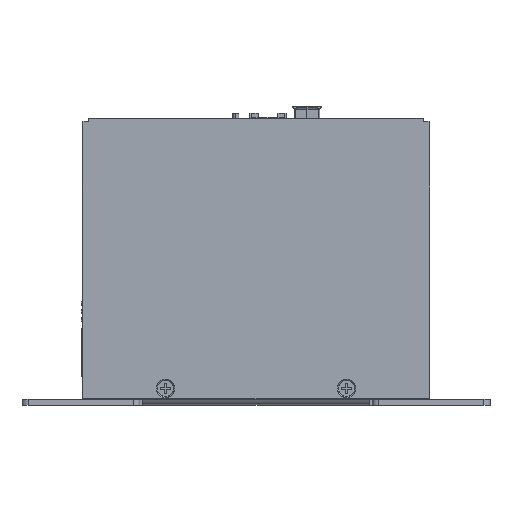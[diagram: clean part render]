
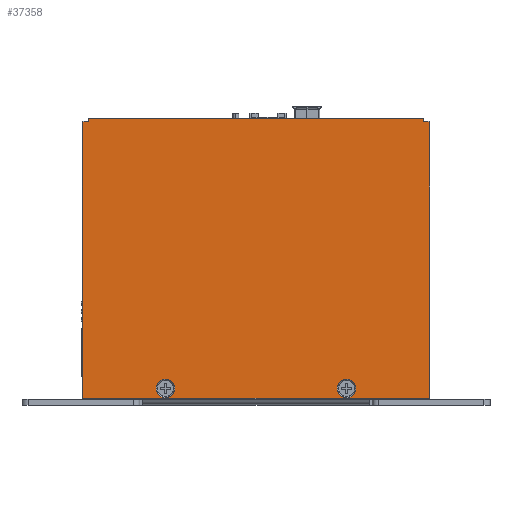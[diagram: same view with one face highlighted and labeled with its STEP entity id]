
A CAD part, left-side view. The second image highlights one B-rep face of the part: STEP entity #37358.
In plain terms, the highlighted planar face has unit normal (-1, 0, 0).
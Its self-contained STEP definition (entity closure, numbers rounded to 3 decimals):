
#176 = LINE ( 'NONE', #19620, #9426 ) ;
#334 = PLANE ( 'NONE',  #28336 ) ;
#402 = AXIS2_PLACEMENT_3D ( 'NONE', #50404, #26245, #30422 ) ;
#411 = DIRECTION ( 'NONE',  ( 0., 1., 0. ) ) ;
#596 = DIRECTION ( 'NONE',  ( 1., 0., 0. ) ) ;
#1224 = ORIENTED_EDGE ( 'NONE', *, *, #50481, .T. ) ;
#1483 = VECTOR ( 'NONE', #33747, 1000. ) ;
#1587 = LINE ( 'NONE', #25250, #17923 ) ;
#1704 = LINE ( 'NONE', #13761, #48874 ) ;
#2295 = EDGE_CURVE ( 'NONE', #22424, #14843, #27797, .T. ) ;
#2696 = AXIS2_PLACEMENT_3D ( 'NONE', #41608, #33694, #45834 ) ;
#3005 = VECTOR ( 'NONE', #30698, 1000. ) ;
#3509 = ORIENTED_EDGE ( 'NONE', *, *, #39649, .T. ) ;
#4617 = CARTESIAN_POINT ( 'NONE',  ( -16.5, -57.3, -46.3 ) ) ;
#5220 = VECTOR ( 'NONE', #31457, 1000. ) ;
#5571 = CARTESIAN_POINT ( 'NONE',  ( -16.5, 30., -39.917 ) ) ;
#5758 = CIRCLE ( 'NONE', #22529, 3.083 ) ;
#6082 = VERTEX_POINT ( 'NONE', #19891 ) ;
#6776 = LINE ( 'NONE', #50422, #3005 ) ;
#7487 = VERTEX_POINT ( 'NONE', #36650 ) ;
#8444 = EDGE_CURVE ( 'NONE', #28705, #22424, #6776, .T. ) ;
#9073 = CARTESIAN_POINT ( 'NONE',  ( -16.5, 30., -43. ) ) ;
#9305 = CARTESIAN_POINT ( 'NONE',  ( -16.5, 0., -46.3 ) ) ;
#9426 = VECTOR ( 'NONE', #47766, 1000. ) ;
#10197 = EDGE_LOOP ( 'NONE', ( #40044, #3509, #43432, #34932, #45945, #48523, #37110, #16313 ) ) ;
#10221 = CIRCLE ( 'NONE', #2696, 3.083 ) ;
#11516 = VERTEX_POINT ( 'NONE', #5571 ) ;
#12203 = EDGE_CURVE ( 'NONE', #33339, #6082, #1704, .T. ) ;
#12344 = VERTEX_POINT ( 'NONE', #18750 ) ;
#12824 = EDGE_LOOP ( 'NONE', ( #49222, #30772 ) ) ;
#13761 = CARTESIAN_POINT ( 'NONE',  ( -16.5, 57.3, 0. ) ) ;
#14039 = CARTESIAN_POINT ( 'NONE',  ( -16.5, 0., 46.3 ) ) ;
#14843 = VERTEX_POINT ( 'NONE', #24890 ) ;
#16313 = ORIENTED_EDGE ( 'NONE', *, *, #24607, .T. ) ;
#17352 = CARTESIAN_POINT ( 'NONE',  ( -16.5, -30., -46.083 ) ) ;
#17378 = CARTESIAN_POINT ( 'NONE',  ( -16.5, 0., 0. ) ) ;
#17567 = CIRCLE ( 'NONE', #36044, 3.083 ) ;
#17923 = VECTOR ( 'NONE', #41006, 1000. ) ;
#18750 = CARTESIAN_POINT ( 'NONE',  ( -16.5, 55.342, 45.3 ) ) ;
#19385 = CARTESIAN_POINT ( 'NONE',  ( -16.5, -56.854, 1.985 ) ) ;
#19620 = CARTESIAN_POINT ( 'NONE',  ( -16.5, -57.3, 0. ) ) ;
#19891 = CARTESIAN_POINT ( 'NONE',  ( -16.5, 57.3, -46.3 ) ) ;
#19955 = VERTEX_POINT ( 'NONE', #49666 ) ;
#21080 = DIRECTION ( 'NONE',  ( 0., 0., -1. ) ) ;
#21272 = EDGE_CURVE ( 'NONE', #7487, #40896, #10221, .T. ) ;
#21739 = EDGE_CURVE ( 'NONE', #39712, #28705, #176, .T. ) ;
#22424 = VERTEX_POINT ( 'NONE', #33196 ) ;
#22434 = CARTESIAN_POINT ( 'NONE',  ( -16.5, 30., -46.083 ) ) ;
#22529 = AXIS2_PLACEMENT_3D ( 'NONE', #9073, #35975, #36930 ) ;
#22664 = VECTOR ( 'NONE', #411, 1000. ) ;
#24176 = VECTOR ( 'NONE', #41377, 1000. ) ;
#24349 = LINE ( 'NONE', #25126, #22664 ) ;
#24607 = EDGE_CURVE ( 'NONE', #14843, #19955, #46395, .T. ) ;
#24890 = CARTESIAN_POINT ( 'NONE',  ( -16.5, -55.307, 46.3 ) ) ;
#25126 = CARTESIAN_POINT ( 'NONE',  ( -16.5, 0., 45.3 ) ) ;
#25250 = CARTESIAN_POINT ( 'NONE',  ( -16.5, 56.854, 1.985 ) ) ;
#25685 = EDGE_CURVE ( 'NONE', #11516, #41925, #5758, .T. ) ;
#25696 = CARTESIAN_POINT ( 'NONE',  ( -16.5, 30., -43. ) ) ;
#25958 = DIRECTION ( 'NONE',  ( 0., 0., -1. ) ) ;
#26245 = DIRECTION ( 'NONE',  ( 1., 0., 0. ) ) ;
#26867 = EDGE_LOOP ( 'NONE', ( #1224, #37596 ) ) ;
#27797 = LINE ( 'NONE', #19385, #5220 ) ;
#28058 = EDGE_CURVE ( 'NONE', #6082, #39712, #29305, .T. ) ;
#28336 = AXIS2_PLACEMENT_3D ( 'NONE', #17378, #596, #21080 ) ;
#28470 = FACE_OUTER_BOUND ( 'NONE', #10197, .T. ) ;
#28705 = VERTEX_POINT ( 'NONE', #49414 ) ;
#29305 = LINE ( 'NONE', #9305, #24176 ) ;
#29809 = DIRECTION ( 'NONE',  ( 0., 0., -1. ) ) ;
#30422 = DIRECTION ( 'NONE',  ( 0., 0., -1. ) ) ;
#30698 = DIRECTION ( 'NONE',  ( 0., 1., 0. ) ) ;
#30772 = ORIENTED_EDGE ( 'NONE', *, *, #25685, .T. ) ;
#31457 = DIRECTION ( 'NONE',  ( 0., 0.035, 0.999 ) ) ;
#33196 = CARTESIAN_POINT ( 'NONE',  ( -16.5, -55.342, 45.3 ) ) ;
#33339 = VERTEX_POINT ( 'NONE', #40825 ) ;
#33694 = DIRECTION ( 'NONE',  ( 1., 0., 0. ) ) ;
#33747 = DIRECTION ( 'NONE',  ( 0., 1., 0. ) ) ;
#34573 = DIRECTION ( 'NONE',  ( 1., 0., 0. ) ) ;
#34932 = ORIENTED_EDGE ( 'NONE', *, *, #28058, .T. ) ;
#35975 = DIRECTION ( 'NONE',  ( 1., 0., 0. ) ) ;
#36044 = AXIS2_PLACEMENT_3D ( 'NONE', #25696, #34573, #25958 ) ;
#36650 = CARTESIAN_POINT ( 'NONE',  ( -16.5, -30., -39.917 ) ) ;
#36930 = DIRECTION ( 'NONE',  ( 0., 0., -1. ) ) ;
#37110 = ORIENTED_EDGE ( 'NONE', *, *, #2295, .T. ) ;
#37358 = ADVANCED_FACE ( 'NONE', ( #39757, #40533, #28470 ), #334, .F. ) ;
#37596 = ORIENTED_EDGE ( 'NONE', *, *, #21272, .T. ) ;
#39474 = EDGE_CURVE ( 'NONE', #41925, #11516, #17567, .T. ) ;
#39649 = EDGE_CURVE ( 'NONE', #12344, #33339, #24349, .T. ) ;
#39712 = VERTEX_POINT ( 'NONE', #4617 ) ;
#39757 = FACE_BOUND ( 'NONE', #26867, .T. ) ;
#40044 = ORIENTED_EDGE ( 'NONE', *, *, #45415, .T. ) ;
#40533 = FACE_BOUND ( 'NONE', #12824, .T. ) ;
#40825 = CARTESIAN_POINT ( 'NONE',  ( -16.5, 57.3, 45.3 ) ) ;
#40896 = VERTEX_POINT ( 'NONE', #17352 ) ;
#41006 = DIRECTION ( 'NONE',  ( 0., 0.035, -0.999 ) ) ;
#41377 = DIRECTION ( 'NONE',  ( 0., -1., 0. ) ) ;
#41608 = CARTESIAN_POINT ( 'NONE',  ( -16.5, -30., -43. ) ) ;
#41925 = VERTEX_POINT ( 'NONE', #22434 ) ;
#43207 = CIRCLE ( 'NONE', #402, 3.083 ) ;
#43432 = ORIENTED_EDGE ( 'NONE', *, *, #12203, .T. ) ;
#45415 = EDGE_CURVE ( 'NONE', #19955, #12344, #1587, .T. ) ;
#45834 = DIRECTION ( 'NONE',  ( 0., 0., -1. ) ) ;
#45945 = ORIENTED_EDGE ( 'NONE', *, *, #21739, .T. ) ;
#46395 = LINE ( 'NONE', #14039, #1483 ) ;
#47766 = DIRECTION ( 'NONE',  ( 0., 0., 1. ) ) ;
#48523 = ORIENTED_EDGE ( 'NONE', *, *, #8444, .T. ) ;
#48874 = VECTOR ( 'NONE', #29809, 1000. ) ;
#49222 = ORIENTED_EDGE ( 'NONE', *, *, #39474, .T. ) ;
#49414 = CARTESIAN_POINT ( 'NONE',  ( -16.5, -57.3, 45.3 ) ) ;
#49666 = CARTESIAN_POINT ( 'NONE',  ( -16.5, 55.307, 46.3 ) ) ;
#50404 = CARTESIAN_POINT ( 'NONE',  ( -16.5, -30., -43. ) ) ;
#50422 = CARTESIAN_POINT ( 'NONE',  ( -16.5, 0., 45.3 ) ) ;
#50481 = EDGE_CURVE ( 'NONE', #40896, #7487, #43207, .T. ) ;
